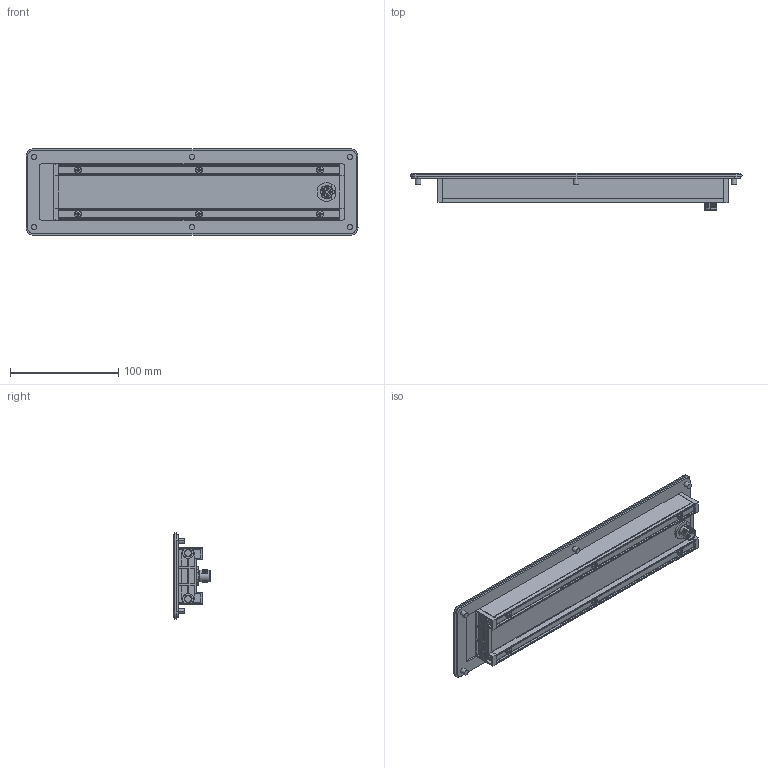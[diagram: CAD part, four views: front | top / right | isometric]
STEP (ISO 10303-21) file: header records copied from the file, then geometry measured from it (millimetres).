
FILE_DESCRIPTION (( 'STEP AP203' ), '1' );
FILE_NAME ('5_LF3D-FB[1][2]B1_rev0.0.STEP', '2021-03-25T04:39:33', ( '' ), ( '' ), 'SwSTEP 2.0', 'SolidWorks 2019', '' );
FILE_SCHEMA (( 'CONFIG_CONTROL_DESIGN' ));
Length unit declared in the file: millimetre
Products named in the file (5): LF3D-S-M12CONNECTOR-1_蹬怮椔; HSCS-M5x10_蹬怮椔; 5_LF3D-FB[1][2]B1_rev0.0; LF3D-F-BODY-B1_蹬怮椔; LF3D-F-SIDE_CV-B_蹬怮椔
Assembly tree (10 placements, depth 2):
  5_LF3D-FB[1][2]B1_rev0.0
    LF3D-F-BODY-B1_蹬怮椔
    LF3D-F-SIDE_CV-B_蹬怮椔  x2
    LF3D-S-M12CONNECTOR-1_蹬怮椔
    HSCS-M5x10_蹬怮椔  x6
Bounding box: 307 x 34.5 x 80 mm (x, y, z)
Volume: 348155.1 mm3; surface area: 83844.6 mm2
Topology: 10 solids, 16 shells, 1092 faces, 2835 edges, 1811 vertices
Faces by surface type: plane 568, cylinder 299, bspline 107, cone 94, sphere 12, torus 12
Entity records: 34796 total; most frequent: CARTESIAN_POINT 11154, ORIENTED_EDGE 4942, DIRECTION 4622, EDGE_CURVE 2471, AXIS2_PLACEMENT_3D 1597, VERTEX_POINT 1591, LINE 1428, VECTOR 1428
